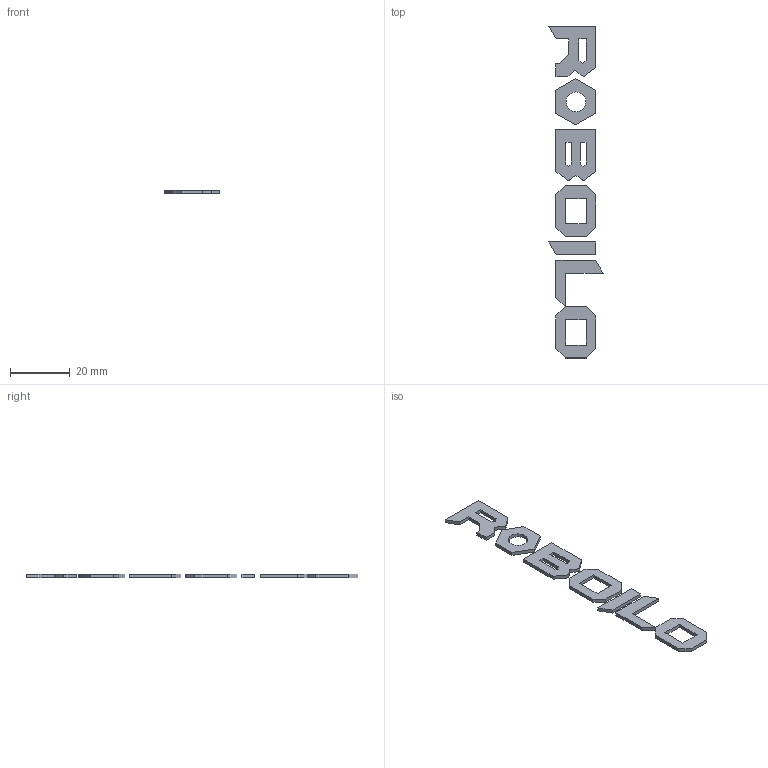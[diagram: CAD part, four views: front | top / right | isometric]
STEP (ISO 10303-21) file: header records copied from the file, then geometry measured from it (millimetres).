
FILE_DESCRIPTION(/* description */ ('','CAx-IF Rec.Pracs.---Representation and Presentation of Product Manufacturing Information (PMI)---4.0---2014-10-13'),/* implementation_level */ '2;1');
FILE_NAME(/* name */ 'ROBOILO logo.stp',/* time_stamp */ '2024-06-09T14:49:02+02:00',/* author */ ('mateu'),/* organization */ (''),/* preprocessor_version */ 'ST-DEVELOPER v19.2',/* originating_system */ 'Autodesk Inventor 2024',/* authorisation */ '');
FILE_SCHEMA (('AP242_MANAGED_MODEL_BASED_3D_ENGINEERING_MIM_LF { 1 0 10303 442 1 1 4 }'));
Length unit declared in the file: millimetre
Products named in the file (1): roboilo
Bounding box: 18.22 x 111.14 x 1.2 mm (x, y, z)
Volume: 1128.9 mm3; surface area: 2504.6 mm2
Topology: 6 solids, 6 shells, 87 faces, 225 edges, 150 vertices
Faces by surface type: plane 86, cylinder 1
Full cylindrical faces by diameter (mm): 6.6 x1
Entity records: 3082 total; most frequent: CARTESIAN_POINT 632, ORIENTED_EDGE 450, DIRECTION 431, EDGE_CURVE 225, LINE 223, VECTOR 223, VERTEX_POINT 150, AXIS2_PLACEMENT_3D 104
